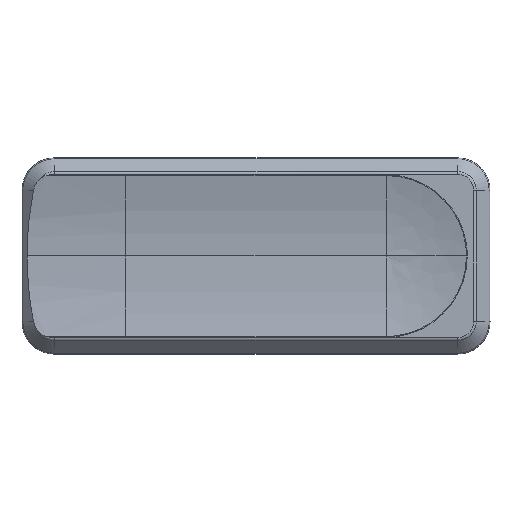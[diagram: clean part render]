
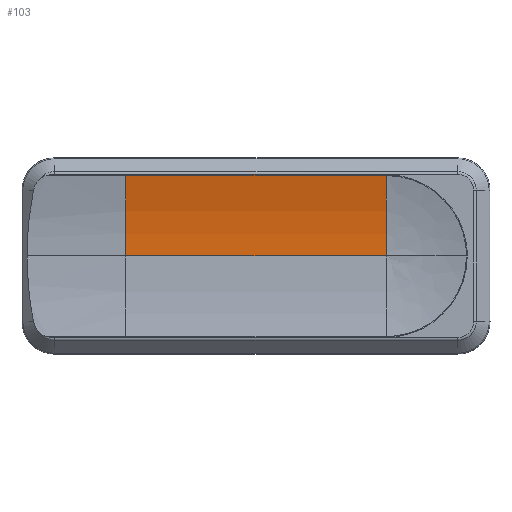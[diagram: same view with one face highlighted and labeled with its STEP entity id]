
A CAD part, top view. The second image highlights one B-rep face of the part: STEP entity #103.
In plain terms, the highlighted free-form (B-spline) face has degree [2, 1] with [3, 2] control points.
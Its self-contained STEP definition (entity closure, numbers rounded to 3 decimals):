
#103=ADVANCED_FACE('',(#197),#1322,.T.);
#197=FACE_OUTER_BOUND('',#294,.T.);
#294=EDGE_LOOP('',(#682,#683,#684,#685));
#682=ORIENTED_EDGE('',*,*,#918,.T.);
#683=ORIENTED_EDGE('',*,*,#932,.F.);
#684=ORIENTED_EDGE('',*,*,#923,.F.);
#685=ORIENTED_EDGE('',*,*,#931,.F.);
#918=EDGE_CURVE('',#1265,#1263,#1049,.T.);
#923=EDGE_CURVE('',#1269,#1268,#1052,.T.);
#931=EDGE_CURVE('',#1265,#1269,#1151,.T.);
#932=EDGE_CURVE('',#1268,#1263,#1152,.T.);
#1049=(
BOUNDED_CURVE()
B_SPLINE_CURVE(2,(#2721,#2722,#2723),.UNSPECIFIED.,.F.,.F.)
B_SPLINE_CURVE_WITH_KNOTS((3,3),(0.092,7.517),
 .UNSPECIFIED.)
CURVE()
GEOMETRIC_REPRESENTATION_ITEM()
RATIONAL_B_SPLINE_CURVE((1.,1.,1.))
REPRESENTATION_ITEM('')
);
#1052=(
BOUNDED_CURVE()
B_SPLINE_CURVE(2,(#2743,#2744,#2745),.UNSPECIFIED.,.F.,.F.)
B_SPLINE_CURVE_WITH_KNOTS((3,3),(0.092,7.517),
 .UNSPECIFIED.)
CURVE()
GEOMETRIC_REPRESENTATION_ITEM()
RATIONAL_B_SPLINE_CURVE((1.,1.,1.))
REPRESENTATION_ITEM('')
);
#1151=B_SPLINE_CURVE_WITH_KNOTS('',1,(#2767,#2768),.UNSPECIFIED.,.F.,.F.,
(2,2),(0.,1.),.UNSPECIFIED.);
#1152=B_SPLINE_CURVE_WITH_KNOTS('',1,(#2769,#2770),.UNSPECIFIED.,.F.,.F.,
(2,2),(-1.,0.),.UNSPECIFIED.);
#1263=VERTEX_POINT('',#2036);
#1265=VERTEX_POINT('',#2038);
#1268=VERTEX_POINT('',#2041);
#1269=VERTEX_POINT('',#2042);
#1322=(
BOUNDED_SURFACE()
B_SPLINE_SURFACE(2,1,((#1903,#1904),(#1905,#1906),(#1907,#1908)),
 .UNSPECIFIED.,.F.,.F.,.F.)
B_SPLINE_SURFACE_WITH_KNOTS((3,3),(2,2),(0.092,7.517),
(0.,1.),.UNSPECIFIED.)
GEOMETRIC_REPRESENTATION_ITEM()
RATIONAL_B_SPLINE_SURFACE(((1.,1.),(1.,1.),(1.,1.)))
REPRESENTATION_ITEM('')
SURFACE()
);
#1903=CARTESIAN_POINT('',(33.681,-141.593,9.442));
#1904=CARTESIAN_POINT('',(55.619,-141.593,9.442));
#1905=CARTESIAN_POINT('',(33.681,-144.988,8.624));
#1906=CARTESIAN_POINT('',(55.619,-144.988,8.624));
#1907=CARTESIAN_POINT('',(33.681,-148.384,8.624));
#1908=CARTESIAN_POINT('',(55.619,-148.384,8.624));
#2036=CARTESIAN_POINT('',(33.681,-148.384,8.624));
#2038=CARTESIAN_POINT('',(33.681,-141.593,9.442));
#2041=CARTESIAN_POINT('',(55.619,-148.384,8.624));
#2042=CARTESIAN_POINT('',(55.619,-141.593,9.442));
#2721=CARTESIAN_POINT('',(33.681,-141.593,9.442));
#2722=CARTESIAN_POINT('',(33.681,-144.988,8.624));
#2723=CARTESIAN_POINT('',(33.681,-148.384,8.624));
#2743=CARTESIAN_POINT('',(55.619,-141.593,9.442));
#2744=CARTESIAN_POINT('',(55.619,-144.988,8.624));
#2745=CARTESIAN_POINT('',(55.619,-148.384,8.624));
#2767=CARTESIAN_POINT('',(33.681,-141.593,9.442));
#2768=CARTESIAN_POINT('',(55.619,-141.593,9.442));
#2769=CARTESIAN_POINT('',(55.619,-148.384,8.624));
#2770=CARTESIAN_POINT('',(33.681,-148.384,8.624));
